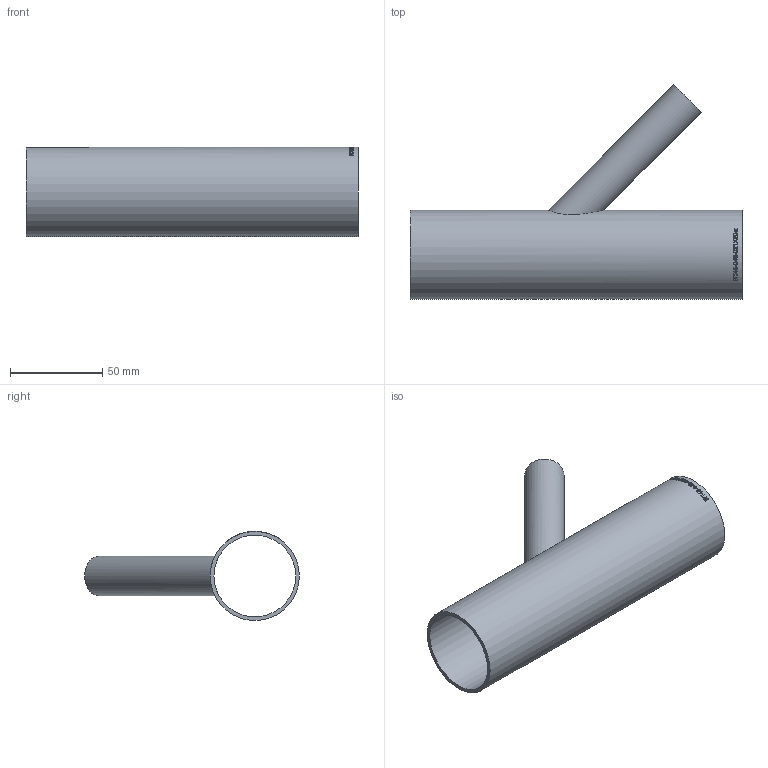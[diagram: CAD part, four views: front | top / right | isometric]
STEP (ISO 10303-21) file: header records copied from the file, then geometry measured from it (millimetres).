
FILE_DESCRIPTION (( 'STEP AP214' ), '1' );
FILE_NAME ('RT45-048-021X20-x T-Stück 45°reduziert Ø48,3 L180 1911.STEP', '2019-11-19T13:43:12', ( '' ), ( '' ), 'SwSTEP 2.0', 'SolidWorks 2016', '' );
FILE_SCHEMA (( 'AUTOMOTIVE_DESIGN' ));
Length unit declared in the file: millimetre
Products named in the file (1): RT45-048-021X20-x T-Stück 45°reduziert Ø48,3 L180  1911
Bounding box: 180 x 116.39 x 48.3 mm (x, y, z)
Volume: 62243.6 mm3; surface area: 62938.9 mm2
Topology: 1 solids, 1 shells, 225 faces, 595 edges, 397 vertices
Faces by surface type: bspline 118, plane 78, cylinder 29
Full cylindrical faces by diameter (mm): 17.3 x1, 21.3 x1, 44.3 x1, 48.3 x1
Entity records: 21277 total; most frequent: CARTESIAN_POINT 14379, ORIENTED_EDGE 1174, EDGE_CURVE 587, DIRECTION 521, VERTEX_POINT 394, B_SPLINE_CURVE_WITH_KNOTS 376, EDGE_LOOP 259, FACE_OUTER_BOUND 229
